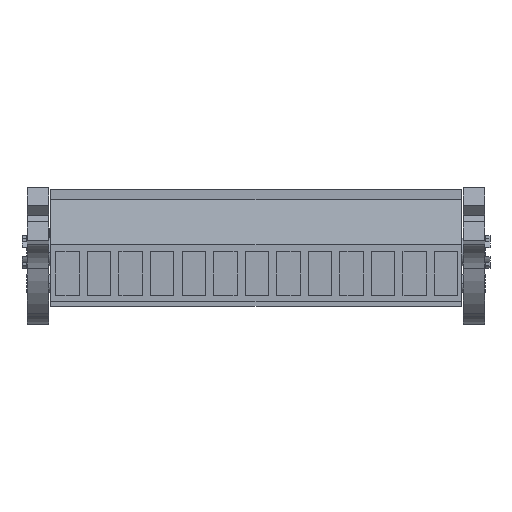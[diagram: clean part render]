
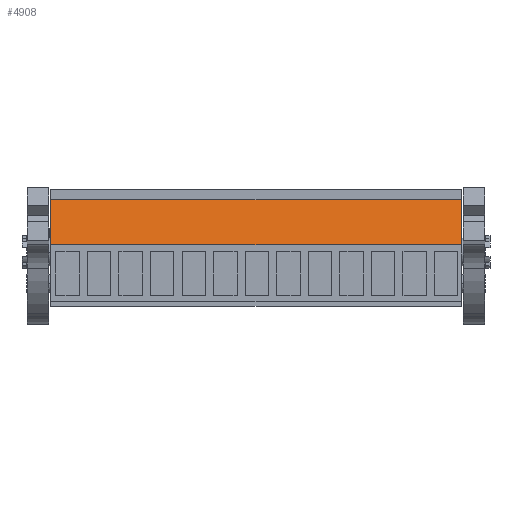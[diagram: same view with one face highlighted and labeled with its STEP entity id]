
A CAD part, top view. The second image highlights one B-rep face of the part: STEP entity #4908.
In plain terms, the highlighted planar face has unit normal (0, 0.205, 0.979).
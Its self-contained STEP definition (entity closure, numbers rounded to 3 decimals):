
#4888=AXIS2_PLACEMENT_3D('Plane Axis2P3D',#4885,#4886,#4887) ;
#112=CARTESIAN_POINT('Vertex',(3.2,8.802,18.1)) ;
#115=CARTESIAN_POINT('Line Origine',(3.2,11.31,17.575)) ;
#119=CARTESIAN_POINT('Vertex',(3.2,13.818,17.05)) ;
#4870=CARTESIAN_POINT('Vertex',(48.7,8.802,18.1)) ;
#4873=CARTESIAN_POINT('Line Origine',(25.95,8.802,18.1)) ;
#4885=CARTESIAN_POINT('Axis2P3D Location',(34.7,8.802,18.1)) ;
#4890=CARTESIAN_POINT('Line Origine',(48.7,11.31,17.575)) ;
#4894=CARTESIAN_POINT('Vertex',(48.7,13.818,17.05)) ;
#4897=CARTESIAN_POINT('Line Origine',(25.95,13.818,17.05)) ;
#116=DIRECTION('Vector Direction',(0.,0.979,-0.205)) ;
#4874=DIRECTION('Vector Direction',(1.,0.,0.)) ;
#4886=DIRECTION('Axis2P3D Direction',(0.,-0.205,-0.979)) ;
#4887=DIRECTION('Axis2P3D XDirection',(0.,0.979,-0.205)) ;
#4891=DIRECTION('Vector Direction',(0.,0.979,-0.205)) ;
#4898=DIRECTION('Vector Direction',(1.,0.,0.)) ;
#117=VECTOR('Line Direction',#116,1.) ;
#4875=VECTOR('Line Direction',#4874,1.) ;
#4892=VECTOR('Line Direction',#4891,1.) ;
#4899=VECTOR('Line Direction',#4898,1.) ;
#4903=ORIENTED_EDGE('',*,*,#121,.F.) ;
#4904=ORIENTED_EDGE('',*,*,#4877,.T.) ;
#4905=ORIENTED_EDGE('',*,*,#4896,.T.) ;
#4906=ORIENTED_EDGE('',*,*,#4901,.F.) ;
#4908=ADVANCED_FACE('HOUSING',(#4907),#4889,.F.) ;
#121=EDGE_CURVE('',#113,#120,#118,.T.) ;
#4877=EDGE_CURVE('',#113,#4871,#4876,.T.) ;
#4896=EDGE_CURVE('',#4871,#4895,#4893,.T.) ;
#4901=EDGE_CURVE('',#120,#4895,#4900,.T.) ;
#4902=EDGE_LOOP('',(#4903,#4904,#4905,#4906)) ;
#4907=FACE_OUTER_BOUND('',#4902,.T.) ;
#118=LINE('Line',#115,#117) ;
#4876=LINE('Line',#4873,#4875) ;
#4893=LINE('Line',#4890,#4892) ;
#4900=LINE('Line',#4897,#4899) ;
#4889=PLANE('',#4888) ;
#113=VERTEX_POINT('',#112) ;
#120=VERTEX_POINT('',#119) ;
#4871=VERTEX_POINT('',#4870) ;
#4895=VERTEX_POINT('',#4894) ;
